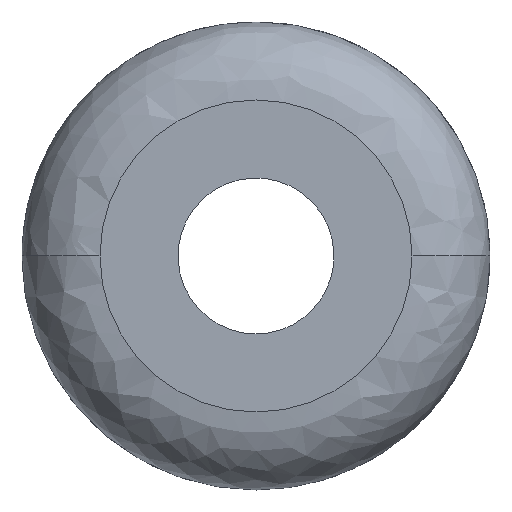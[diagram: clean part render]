
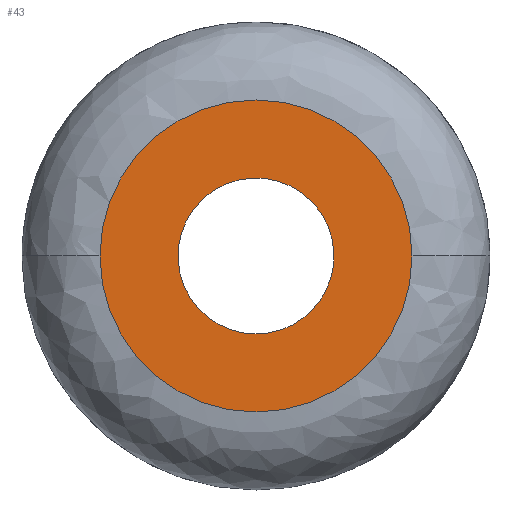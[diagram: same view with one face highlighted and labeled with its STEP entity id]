
A CAD part, front view. The second image highlights one B-rep face of the part: STEP entity #43.
In plain terms, the highlighted planar face has unit normal (0, -1, 0).
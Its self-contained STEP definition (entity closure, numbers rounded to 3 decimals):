
#43=ADVANCED_FACE('',(#90,#91),#89,.F.);
#89=PLANE('',#241);
#90=FACE_OUTER_BOUND('',#242,.T.);
#91=FACE_BOUND('',#243,.T.);
#238=CARTESIAN_POINT('',(-6.235,0.,-6.9));
#239=DIRECTION('',(0.,1.,0.));
#240=DIRECTION('',(0.,0.,1.));
#241=AXIS2_PLACEMENT_3D('',#238,#239,#240);
#242=EDGE_LOOP('',(#406,#407,#408));
#243=EDGE_LOOP('',(#409,#410,#411));
#406=ORIENTED_EDGE('',*,*,#510,.T.);
#407=ORIENTED_EDGE('',*,*,#511,.T.);
#408=ORIENTED_EDGE('',*,*,#512,.T.);
#409=ORIENTED_EDGE('',*,*,#513,.F.);
#410=ORIENTED_EDGE('',*,*,#514,.F.);
#411=ORIENTED_EDGE('',*,*,#515,.F.);
#510=EDGE_CURVE('',#670,#671,#672,.T.);
#511=EDGE_CURVE('',#671,#678,#679,.T.);
#512=EDGE_CURVE('',#678,#670,#685,.T.);
#513=EDGE_CURVE('',#691,#692,#693,.T.);
#514=EDGE_CURVE('',#699,#691,#700,.T.);
#515=EDGE_CURVE('',#692,#699,#706,.T.);
#670=VERTEX_POINT('',#986);
#671=VERTEX_POINT('',#987);
#672=CIRCLE('',#991,3.);
#678=VERTEX_POINT('',#992);
#679=CIRCLE('',#996,3.);
#685=CIRCLE('',#1000,3.);
#691=VERTEX_POINT('',#1001);
#692=VERTEX_POINT('',#1002);
#693=CIRCLE('',#1006,1.5);
#699=VERTEX_POINT('',#1007);
#700=CIRCLE('',#1011,1.5);
#706=CIRCLE('',#1015,1.5);
#986=CARTESIAN_POINT('',(0.,0.,3.));
#987=CARTESIAN_POINT('',(-3.,0.,0.));
#988=CARTESIAN_POINT('',(0.,0.,0.));
#989=DIRECTION('',(0.,-1.,0.));
#990=DIRECTION('',(0.,0.,1.));
#991=AXIS2_PLACEMENT_3D('',#988,#989,#990);
#992=CARTESIAN_POINT('',(3.,0.,0.));
#993=CARTESIAN_POINT('',(0.,0.,0.));
#994=DIRECTION('',(0.,-1.,0.));
#995=DIRECTION('',(0.,0.,1.));
#996=AXIS2_PLACEMENT_3D('',#993,#994,#995);
#997=CARTESIAN_POINT('',(0.,0.,0.));
#998=DIRECTION('',(0.,-1.,0.));
#999=DIRECTION('',(0.,0.,1.));
#1000=AXIS2_PLACEMENT_3D('',#997,#998,#999);
#1001=CARTESIAN_POINT('',(-1.49,0.,0.177));
#1002=CARTESIAN_POINT('',(0.,0.,-1.5));
#1003=CARTESIAN_POINT('',(0.,0.,0.));
#1004=DIRECTION('',(0.,-1.,0.));
#1005=DIRECTION('',(0.,0.,-1.));
#1006=AXIS2_PLACEMENT_3D('',#1003,#1004,#1005);
#1007=CARTESIAN_POINT('',(1.489,0.,-0.177));
#1008=CARTESIAN_POINT('',(0.,0.,0.));
#1009=DIRECTION('',(0.,-1.,0.));
#1010=DIRECTION('',(0.,0.,-1.));
#1011=AXIS2_PLACEMENT_3D('',#1008,#1009,#1010);
#1012=CARTESIAN_POINT('',(0.,0.,0.));
#1013=DIRECTION('',(0.,-1.,0.));
#1014=DIRECTION('',(0.,0.,-1.));
#1015=AXIS2_PLACEMENT_3D('',#1012,#1013,#1014);
